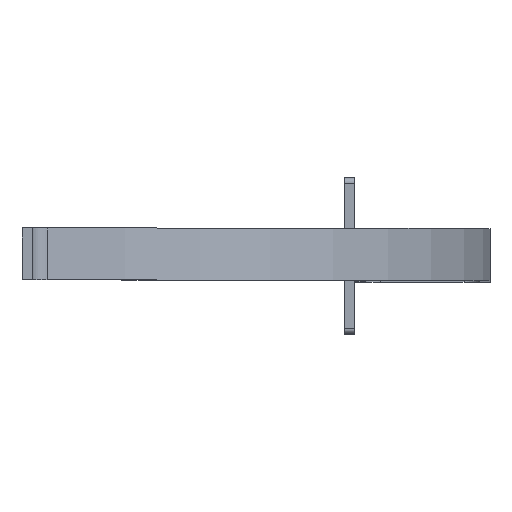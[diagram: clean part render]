
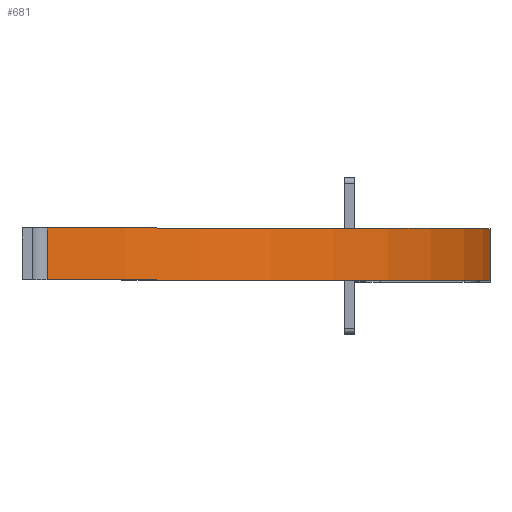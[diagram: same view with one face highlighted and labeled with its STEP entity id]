
A CAD part, top view. The second image highlights one B-rep face of the part: STEP entity #681.
In plain terms, the highlighted cylindrical face has radius 450 mm (diameter 900 mm), a partial arc.
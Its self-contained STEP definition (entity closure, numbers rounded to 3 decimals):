
#214 = VERTEX_POINT ( 'NONE', #1547 ) ;
#232 = CARTESIAN_POINT ( 'NONE',  ( 24.194, 50., 449.349 ) ) ;
#260 = ORIENTED_EDGE ( 'NONE', *, *, #1350, .T. ) ;
#337 = DIRECTION ( 'NONE',  ( 0., -1., 0. ) ) ;
#360 = LINE ( 'NONE', #232, #1376 ) ;
#377 = EDGE_LOOP ( 'NONE', ( #1389, #1594, #1445, #260 ) ) ;
#383 = AXIS2_PLACEMENT_3D ( 'NONE', #1717, #1011, #1175 ) ;
#403 = AXIS2_PLACEMENT_3D ( 'NONE', #1703, #478, #1676 ) ;
#473 = CARTESIAN_POINT ( 'NONE',  ( 450., 50., 0. ) ) ;
#478 = DIRECTION ( 'NONE',  ( 0., -1., 0. ) ) ;
#581 = CARTESIAN_POINT ( 'NONE',  ( 24.194, 0., 449.349 ) ) ;
#590 = DIRECTION ( 'NONE',  ( 0., 1., 0. ) ) ;
#671 = VERTEX_POINT ( 'NONE', #581 ) ;
#673 = EDGE_CURVE ( 'NONE', #671, #757, #1111, .T. ) ;
#681 = ADVANCED_FACE ( 'NONE', ( #1294 ), #1137, .T. ) ;
#757 = VERTEX_POINT ( 'NONE', #1430 ) ;
#759 = DIRECTION ( 'NONE',  ( 0., -1., 0. ) ) ;
#797 = AXIS2_PLACEMENT_3D ( 'NONE', #854, #590, #1710 ) ;
#854 = CARTESIAN_POINT ( 'NONE',  ( 0., 0., 0. ) ) ;
#872 = LINE ( 'NONE', #1146, #968 ) ;
#968 = VECTOR ( 'NONE', #337, 1000. ) ;
#1011 = DIRECTION ( 'NONE',  ( 0., 1., 0. ) ) ;
#1111 = CIRCLE ( 'NONE', #797, 450. ) ;
#1137 = CYLINDRICAL_SURFACE ( 'NONE', #403, 450. ) ;
#1139 = CIRCLE ( 'NONE', #383, 450. ) ;
#1146 = CARTESIAN_POINT ( 'NONE',  ( 450., 50., 0. ) ) ;
#1175 = DIRECTION ( 'NONE',  ( 1., 0., 0. ) ) ;
#1239 = VERTEX_POINT ( 'NONE', #473 ) ;
#1294 = FACE_OUTER_BOUND ( 'NONE', #377, .T. ) ;
#1347 = EDGE_CURVE ( 'NONE', #214, #1239, #1139, .T. ) ;
#1350 = EDGE_CURVE ( 'NONE', #214, #671, #360, .T. ) ;
#1376 = VECTOR ( 'NONE', #759, 1000. ) ;
#1389 = ORIENTED_EDGE ( 'NONE', *, *, #673, .T. ) ;
#1423 = EDGE_CURVE ( 'NONE', #1239, #757, #872, .T. ) ;
#1430 = CARTESIAN_POINT ( 'NONE',  ( 450., 0., 0. ) ) ;
#1445 = ORIENTED_EDGE ( 'NONE', *, *, #1347, .F. ) ;
#1547 = CARTESIAN_POINT ( 'NONE',  ( 24.194, 50., 449.349 ) ) ;
#1594 = ORIENTED_EDGE ( 'NONE', *, *, #1423, .F. ) ;
#1676 = DIRECTION ( 'NONE',  ( 0., 0., -1. ) ) ;
#1703 = CARTESIAN_POINT ( 'NONE',  ( 0., 50., 0. ) ) ;
#1710 = DIRECTION ( 'NONE',  ( 1., 0., 0. ) ) ;
#1717 = CARTESIAN_POINT ( 'NONE',  ( 0., 50., 0. ) ) ;
